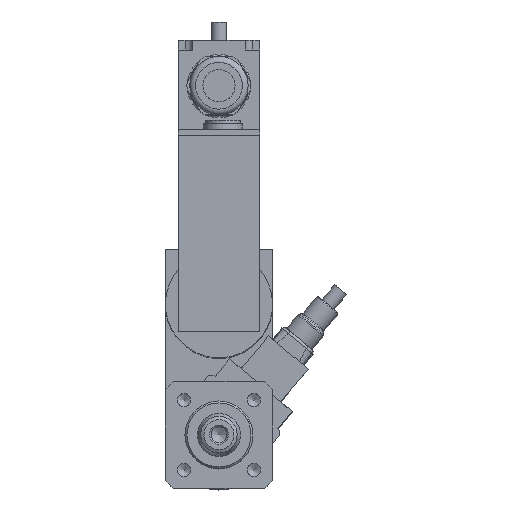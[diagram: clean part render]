
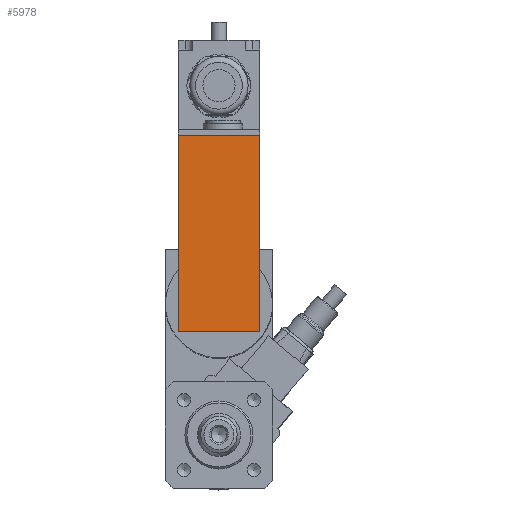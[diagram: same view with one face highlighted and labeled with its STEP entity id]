
A CAD part, top view. The second image highlights one B-rep face of the part: STEP entity #5978.
In plain terms, the highlighted planar face has unit normal (0, 0, 1).
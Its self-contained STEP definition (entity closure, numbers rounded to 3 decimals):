
#5531=CARTESIAN_POINT('',(-20.85,-70.6,364.5));
#5532=VERTEX_POINT('',#5531);
#5533=CARTESIAN_POINT('',(-20.85,30.4,364.5));
#5534=VERTEX_POINT('',#5533);
#5535=CARTESIAN_POINT('',(-20.85,-70.6,364.5));
#5536=DIRECTION('',(0.0,1.0,0.0));
#5537=VECTOR('',#5536,101.);
#5538=LINE('',#5535,#5537);
#5539=EDGE_CURVE('',#5532,#5534,#5538,.T.);
#5731=CARTESIAN_POINT('',(20.85,30.4,364.5));
#5732=VERTEX_POINT('',#5731);
#5733=CARTESIAN_POINT('',(-20.85,30.4,364.5));
#5734=DIRECTION('',(1.0,0.0,0.0));
#5735=VECTOR('',#5734,41.7);
#5736=LINE('',#5733,#5735);
#5737=EDGE_CURVE('',#5534,#5732,#5736,.T.);
#5762=CARTESIAN_POINT('',(20.85,-70.6,364.5));
#5763=VERTEX_POINT('',#5762);
#5764=CARTESIAN_POINT('',(20.85,30.4,364.5));
#5765=DIRECTION('',(0.0,-1.0,0.0));
#5766=VECTOR('',#5765,101.);
#5767=LINE('',#5764,#5766);
#5768=EDGE_CURVE('',#5732,#5763,#5767,.T.);
#5955=CARTESIAN_POINT('',(20.85,-70.6,364.5));
#5956=DIRECTION('',(-1.0,0.0,0.0));
#5957=VECTOR('',#5956,41.7);
#5958=LINE('',#5955,#5957);
#5959=EDGE_CURVE('',#5763,#5532,#5958,.T.);
#5967=CARTESIAN_POINT('',(0.0,-20.1,364.5));
#5968=DIRECTION('',(0.0,0.0,1.0));
#5969=DIRECTION('',(1.0,0.0,0.0));
#5970=AXIS2_PLACEMENT_3D('',#5967,#5968,#5969);
#5971=PLANE('',#5970);
#5972=ORIENTED_EDGE('',*,*,#5539,.F.);
#5973=ORIENTED_EDGE('',*,*,#5959,.F.);
#5974=ORIENTED_EDGE('',*,*,#5768,.F.);
#5975=ORIENTED_EDGE('',*,*,#5737,.F.);
#5976=EDGE_LOOP('',(#5972,#5973,#5974,#5975));
#5977=FACE_OUTER_BOUND('',#5976,.T.);
#5978=ADVANCED_FACE('',(#5977),#5971,.T.);
